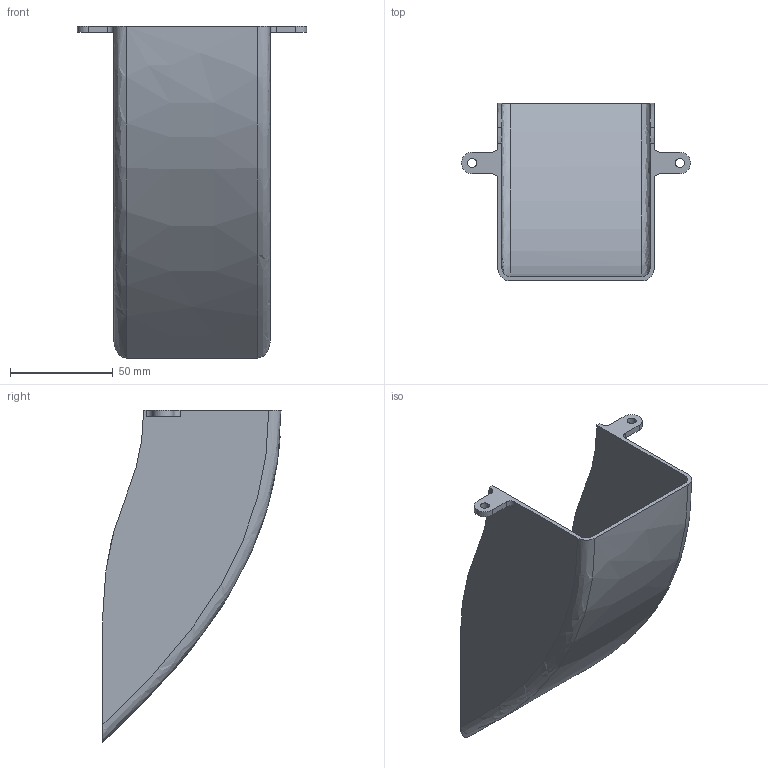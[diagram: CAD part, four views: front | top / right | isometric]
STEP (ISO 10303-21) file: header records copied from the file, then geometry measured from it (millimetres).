
FILE_DESCRIPTION(/* description */ ('','CAx-IF Rec.Pracs.---Representation and Presentation of Product Manufacturing Information (PMI)---4.0---2014-10-13'),/* implementation_level */ '2;1');
FILE_NAME(/* name */ '260a00c8-cd33-431a-bc8e-00ad110c11c6.stp',/* time_stamp */ '2024-12-07T02:54:28Z',/* author */ (''),/* organization */ (''),/* preprocessor_version */ 'ST-DEVELOPER v20',/* originating_system */ 'Autodesk Translation Framework v13.20.0.188',/* authorisation */ '');
FILE_SCHEMA (('AP242_MANAGED_MODEL_BASED_3D_ENGINEERING_MIM_LF { 1 0 10303 442 1 1 4 }'));
Length unit declared in the file: millimetre
Products named in the file (1): Tobogan ahora sí
Bounding box: 111.4 x 86.59 x 161.41 mm (x, y, z)
Volume: 60422.6 mm3; surface area: 61616 mm2
Topology: 1 solids, 1 shells, 30 faces, 84 edges, 56 vertices
Faces by surface type: plane 12, bspline 10, cylinder 8
Full cylindrical faces by diameter (mm): 4.4 x2
Entity records: 1497 total; most frequent: CARTESIAN_POINT 741, ORIENTED_EDGE 168, DIRECTION 121, EDGE_CURVE 84, VERTEX_POINT 56, AXIS2_PLACEMENT_3D 41, LINE 39, VECTOR 39
